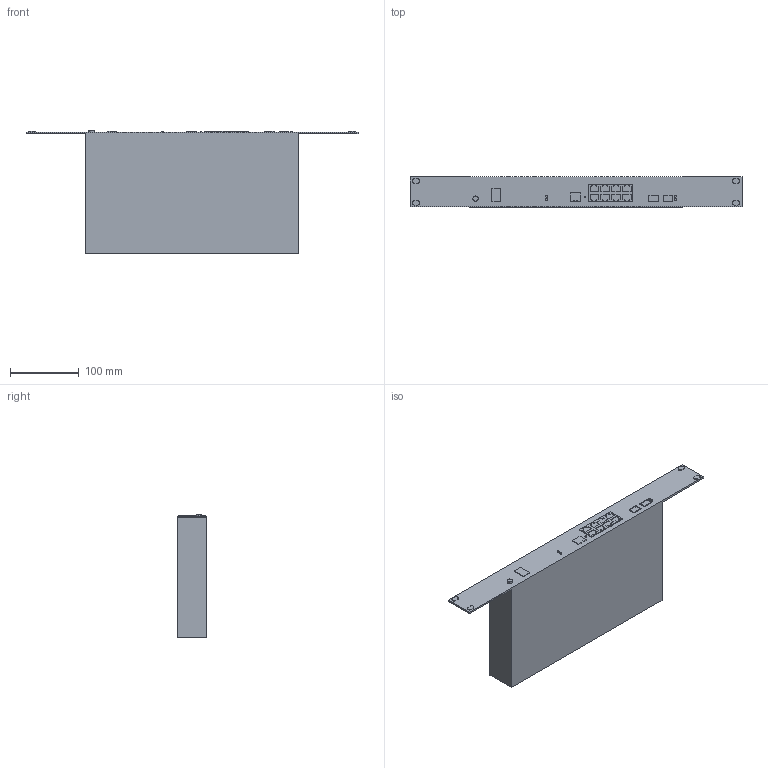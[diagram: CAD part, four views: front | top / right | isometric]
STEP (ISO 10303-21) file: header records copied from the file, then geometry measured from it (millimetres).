
FILE_DESCRIPTION (( 'STEP AP203' ), '1' );
FILE_NAME ('MES2408_DC.STEP', '2022-09-23T08:52:37', ( '' ), ( '' ), 'SwSTEP 2.0', 'SolidWorks 2021', '' );
FILE_SCHEMA (( 'CONFIG_CONTROL_DESIGN' ));
Length unit declared in the file: millimetre
Products named in the file (1): MES2408_DC
Bounding box: 482.6 x 43.6 x 180 mm (x, y, z)
Volume: 2412742.9 mm3; surface area: 169215.8 mm2
Topology: 1 solids, 1 shells, 207 faces, 540 edges, 360 vertices
Faces by surface type: plane 175, cylinder 32
Entity records: 6355 total; most frequent: CARTESIAN_POINT 1108, ORIENTED_EDGE 1080, DIRECTION 1020, EDGE_CURVE 540, VECTOR 476, LINE 476, VERTEX_POINT 360, AXIS2_PLACEMENT_3D 272
